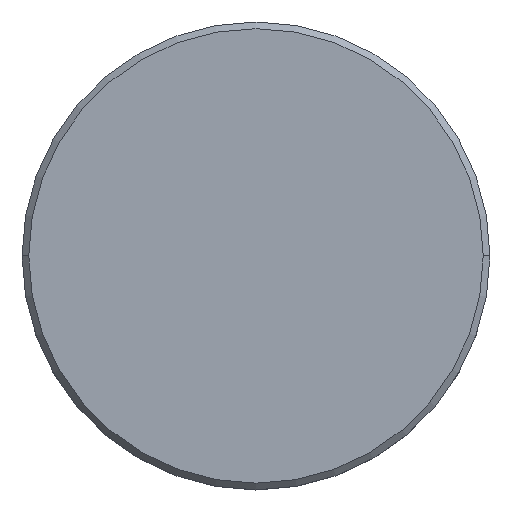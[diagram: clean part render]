
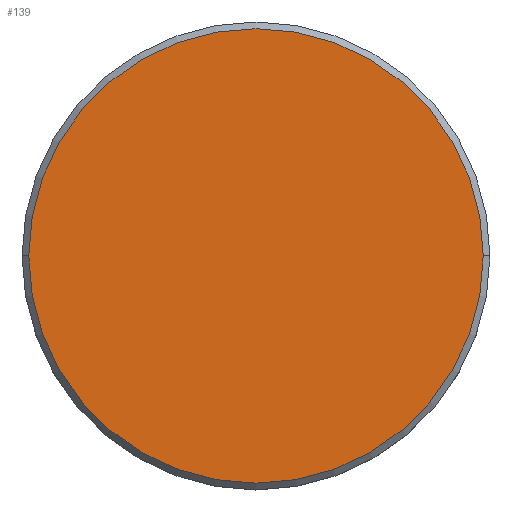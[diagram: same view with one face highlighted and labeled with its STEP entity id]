
A CAD part, top view. The second image highlights one B-rep face of the part: STEP entity #139.
In plain terms, the highlighted planar face has unit normal (0, 0, 1).
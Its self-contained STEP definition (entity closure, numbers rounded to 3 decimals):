
#33 = CIRCLE ( 'NONE', #260, 17. ) ;
#109 = DIRECTION ( 'NONE',  ( 1., 0., 0. ) ) ;
#129 = PLANE ( 'NONE',  #773 ) ;
#133 = CARTESIAN_POINT ( 'NONE',  ( 0., 0., 0. ) ) ;
#135 = FACE_OUTER_BOUND ( 'NONE', #410, .T. ) ;
#139 = ADVANCED_FACE ( 'NONE', ( #135 ), #129, .T. ) ;
#181 = CARTESIAN_POINT ( 'NONE',  ( -17., 0., 0. ) ) ;
#212 = CARTESIAN_POINT ( 'NONE',  ( 17., 0., 0. ) ) ;
#260 = AXIS2_PLACEMENT_3D ( 'NONE', #583, #680, #334 ) ;
#261 = AXIS2_PLACEMENT_3D ( 'NONE', #133, #765, #315 ) ;
#315 = DIRECTION ( 'NONE',  ( 1., 0., 0. ) ) ;
#334 = DIRECTION ( 'NONE',  ( 1., 0., 0. ) ) ;
#378 = VERTEX_POINT ( 'NONE', #181 ) ;
#398 = DIRECTION ( 'NONE',  ( 0., 0., 1. ) ) ;
#410 = EDGE_LOOP ( 'NONE', ( #699, #684 ) ) ;
#503 = VERTEX_POINT ( 'NONE', #212 ) ;
#583 = CARTESIAN_POINT ( 'NONE',  ( 0., 0., 0. ) ) ;
#663 = CARTESIAN_POINT ( 'NONE',  ( 0., 0., 0. ) ) ;
#680 = DIRECTION ( 'NONE',  ( 0., 0., 1. ) ) ;
#684 = ORIENTED_EDGE ( 'NONE', *, *, #775, .T. ) ;
#699 = ORIENTED_EDGE ( 'NONE', *, *, #1072, .T. ) ;
#765 = DIRECTION ( 'NONE',  ( 0., 0., 1. ) ) ;
#773 = AXIS2_PLACEMENT_3D ( 'NONE', #663, #398, #109 ) ;
#775 = EDGE_CURVE ( 'NONE', #503, #378, #33, .T. ) ;
#1072 = EDGE_CURVE ( 'NONE', #378, #503, #1158, .T. ) ;
#1158 = CIRCLE ( 'NONE', #261, 17. ) ;
